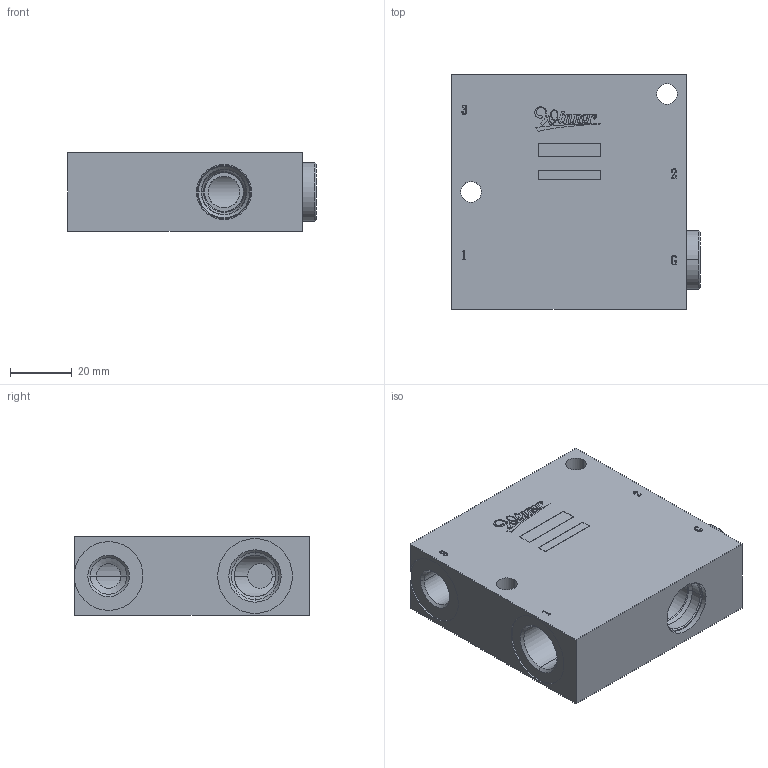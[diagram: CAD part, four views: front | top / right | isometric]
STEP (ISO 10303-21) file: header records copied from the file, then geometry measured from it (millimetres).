
FILE_DESCRIPTION (( 'STEP AP203' ), '1' );
FILE_NAME ('ML-30-PPC-163A3-162A2-G03AG-Z01.STEP', '2026-02-26T05:05:03', ( '' ), ( '' ), 'SwSTEP 2.0', 'SolidWorks 2018', '' );
FILE_SCHEMA (( 'CONFIG_CONTROL_DESIGN' ));
Length unit declared in the file: millimetre
Products named in the file (5): 6EF030PPCG03A001_WINNER; ML-30-PPC-163A3-162A2-G03AG-Z01; 6DBG02A001; 4KE161101A001; 7DBG02A001
Assembly tree (4 placements, depth 3):
  ML-30-PPC-163A3-162A2-G03AG-Z01
    6EF030PPCG03A001_WINNER
    7DBG02A001
      4KE161101A001
      6DBG02A001
Bounding box: 80.5 x 76 x 25.4 mm (x, y, z)
Volume: 114229.5 mm3; surface area: 30253.2 mm2
Topology: 3 solids, 3 shells, 484 faces, 1317 edges, 854 vertices
Faces by surface type: cylinder 217, plane 123, bspline 87, cone 47, torus 10
Entity records: 20639 total; most frequent: CARTESIAN_POINT 8194, ORIENTED_EDGE 2630, DIRECTION 2352, EDGE_CURVE 1315, AXIS2_PLACEMENT_3D 866, VERTEX_POINT 854, LINE 620, VECTOR 620
